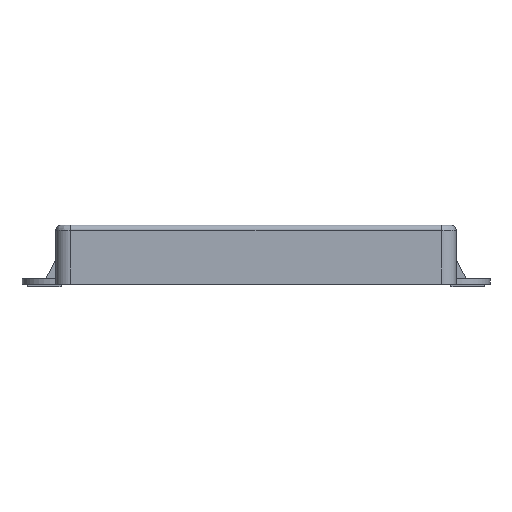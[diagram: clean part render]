
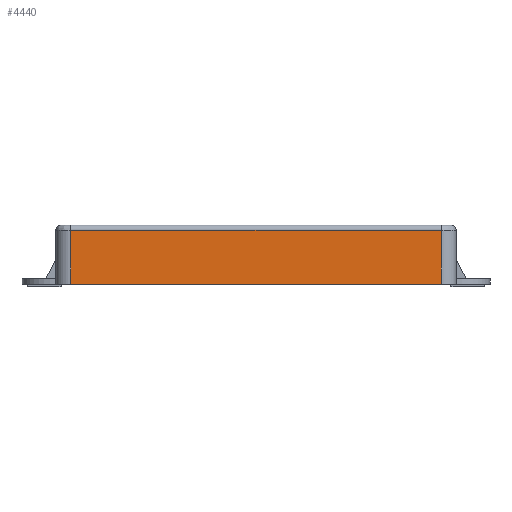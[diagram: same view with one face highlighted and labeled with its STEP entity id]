
A CAD part, front view. The second image highlights one B-rep face of the part: STEP entity #4440.
In plain terms, the highlighted planar face has unit normal (0, -1, 0).
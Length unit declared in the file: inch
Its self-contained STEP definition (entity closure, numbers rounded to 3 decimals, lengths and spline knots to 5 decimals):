
#37 = CARTESIAN_POINT ( 'NONE',  ( -2.74146, -3.11277, 0.79726 ) ) ;
#88 = CARTESIAN_POINT ( 'NONE',  ( 0., -3.11277, 0. ) ) ;
#101 = LINE ( 'NONE', #88, #2511 ) ;
#137 = DIRECTION ( 'NONE',  ( 1., 0., 0. ) ) ;
#148 = EDGE_CURVE ( 'NONE', #3134, #3375, #650, .T. ) ;
#313 = ORIENTED_EDGE ( 'NONE', *, *, #3681, .F. ) ;
#650 = LINE ( 'NONE', #4809, #3771 ) ;
#736 = CARTESIAN_POINT ( 'NONE',  ( 2.74146, -3.11277, 0. ) ) ;
#917 = VECTOR ( 'NONE', #1940, 39.37008 ) ;
#1203 = CARTESIAN_POINT ( 'NONE',  ( 2.74146, -3.11277, 0.79726 ) ) ;
#1340 = DIRECTION ( 'NONE',  ( 0., -1., 0. ) ) ;
#1382 = LINE ( 'NONE', #3518, #5123 ) ;
#1803 = DIRECTION ( 'NONE',  ( 0., 0., -1. ) ) ;
#1940 = DIRECTION ( 'NONE',  ( 0., 0., -1. ) ) ;
#2100 = LINE ( 'NONE', #2369, #917 ) ;
#2144 = VERTEX_POINT ( 'NONE', #1203 ) ;
#2146 = CARTESIAN_POINT ( 'NONE',  ( 2.74146, -3.11277, 0. ) ) ;
#2296 = AXIS2_PLACEMENT_3D ( 'NONE', #2146, #1340, #3048 ) ;
#2367 = EDGE_LOOP ( 'NONE', ( #2524, #3853, #313, #3990 ) ) ;
#2369 = CARTESIAN_POINT ( 'NONE',  ( 2.74146, -3.11277, 0. ) ) ;
#2511 = VECTOR ( 'NONE', #137, 39.37008 ) ;
#2524 = ORIENTED_EDGE ( 'NONE', *, *, #4569, .T. ) ;
#2997 = VERTEX_POINT ( 'NONE', #736 ) ;
#3048 = DIRECTION ( 'NONE',  ( 1., 0., 0. ) ) ;
#3077 = DIRECTION ( 'NONE',  ( 1., 0., 0. ) ) ;
#3134 = VERTEX_POINT ( 'NONE', #37 ) ;
#3375 = VERTEX_POINT ( 'NONE', #4856 ) ;
#3518 = CARTESIAN_POINT ( 'NONE',  ( 1.37073, -3.11277, 0.79726 ) ) ;
#3681 = EDGE_CURVE ( 'NONE', #3134, #2144, #1382, .T. ) ;
#3771 = VECTOR ( 'NONE', #1803, 39.37008 ) ;
#3853 = ORIENTED_EDGE ( 'NONE', *, *, #4782, .F. ) ;
#3990 = ORIENTED_EDGE ( 'NONE', *, *, #148, .T. ) ;
#4440 = ADVANCED_FACE ( 'NONE', ( #4697 ), #4686, .T. ) ;
#4569 = EDGE_CURVE ( 'NONE', #3375, #2997, #101, .T. ) ;
#4686 = PLANE ( 'NONE',  #2296 ) ;
#4697 = FACE_OUTER_BOUND ( 'NONE', #2367, .T. ) ;
#4782 = EDGE_CURVE ( 'NONE', #2144, #2997, #2100, .T. ) ;
#4809 = CARTESIAN_POINT ( 'NONE',  ( -2.74146, -3.11277, 0. ) ) ;
#4856 = CARTESIAN_POINT ( 'NONE',  ( -2.74146, -3.11277, 0. ) ) ;
#5123 = VECTOR ( 'NONE', #3077, 39.37008 ) ;
